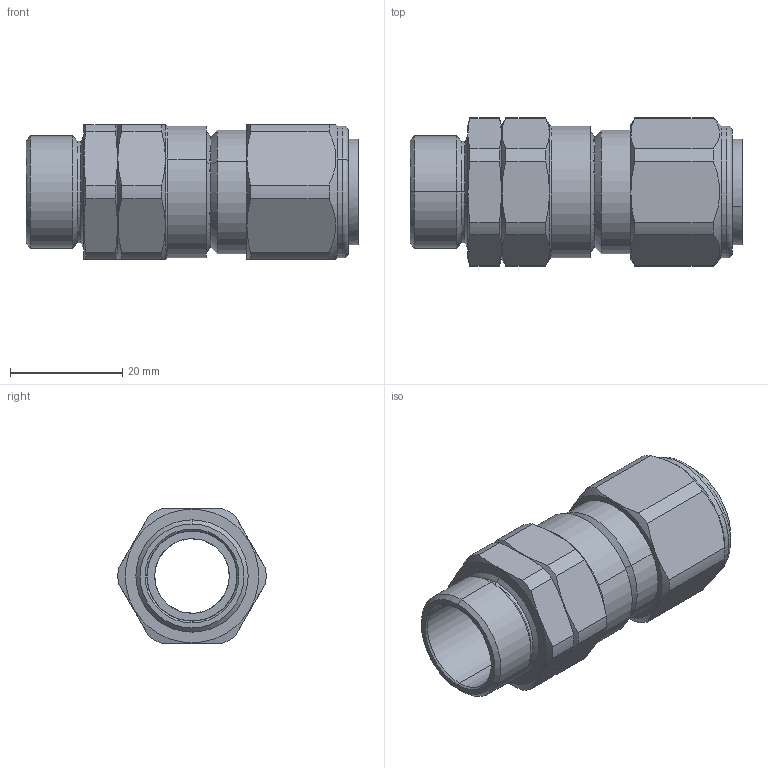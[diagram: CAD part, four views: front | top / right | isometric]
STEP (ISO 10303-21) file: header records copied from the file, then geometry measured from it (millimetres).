
FILE_DESCRIPTION (( 'STEP AP203' ), '1' );
FILE_NAME ('20S16CW1RA.STEP', '2021-04-15T09:39:48', ( '' ), ( '' ), 'SwSTEP 2.0', 'SolidWorks 2017', '' );
FILE_SCHEMA (( 'CONFIG_CONTROL_DESIGN' ));
Length unit declared in the file: millimetre
Products named in the file (1): 20S16CW1RA
Bounding box: 59.15 x 26.39 x 24 mm (x, y, z)
Volume: 14400.9 mm3; surface area: 8195.4 mm2
Topology: 1 solids, 1 shells, 107 faces, 256 edges, 158 vertices
Faces by surface type: cone 38, cylinder 36, plane 27, torus 6
Entity records: 3395 total; most frequent: CARTESIAN_POINT 842, DIRECTION 536, ORIENTED_EDGE 512, EDGE_CURVE 256, AXIS2_PLACEMENT_3D 228, VERTEX_POINT 158, CIRCLE 120, EDGE_LOOP 116
